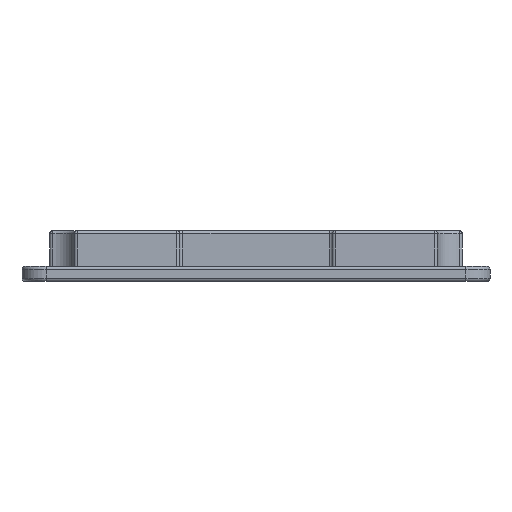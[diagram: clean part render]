
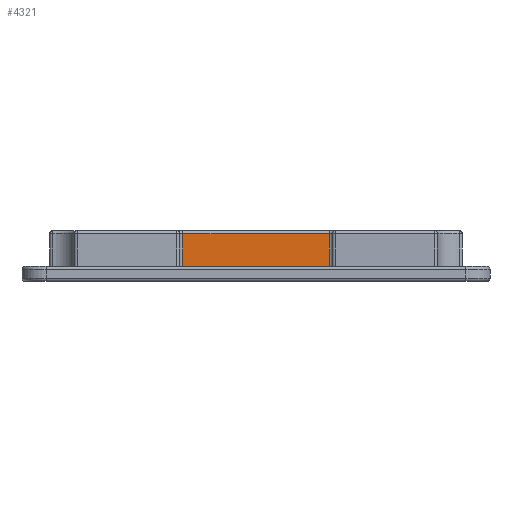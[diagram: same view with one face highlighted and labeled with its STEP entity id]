
A CAD part, left-side view. The second image highlights one B-rep face of the part: STEP entity #4321.
In plain terms, the highlighted planar face has unit normal (-1, 0, 0).
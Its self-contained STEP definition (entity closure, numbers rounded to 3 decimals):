
#169=PLANE('',#4775);
#418=FACE_OUTER_BOUND('',#699,.T.);
#699=EDGE_LOOP('',(#3897,#3898,#3899,#3900));
#830=LINE('',#6497,#1243);
#907=LINE('',#6808,#1320);
#1113=LINE('',#7316,#1526);
#1114=LINE('',#7318,#1527);
#1243=VECTOR('',#5162,10.);
#1320=VECTOR('',#5473,10.);
#1526=VECTOR('',#6033,10.);
#1527=VECTOR('',#6036,10.);
#1908=VERTEX_POINT('',#6494);
#1909=VERTEX_POINT('',#6496);
#2025=VERTEX_POINT('',#6802);
#2026=VERTEX_POINT('',#6806);
#2335=EDGE_CURVE('',#1908,#1909,#830,.T.);
#2491=EDGE_CURVE('',#2025,#2026,#907,.T.);
#2745=EDGE_CURVE('',#1908,#2026,#1113,.T.);
#2746=EDGE_CURVE('',#1909,#2025,#1114,.T.);
#3897=ORIENTED_EDGE('',*,*,#2491,.F.);
#3898=ORIENTED_EDGE('',*,*,#2746,.F.);
#3899=ORIENTED_EDGE('',*,*,#2335,.F.);
#3900=ORIENTED_EDGE('',*,*,#2745,.T.);
#4321=ADVANCED_FACE('',(#418),#169,.T.);
#4775=AXIS2_PLACEMENT_3D('',#7317,#6034,#6035);
#5162=DIRECTION('',(0.,1.,0.));
#5473=DIRECTION('',(0.,-1.,0.));
#6033=DIRECTION('',(0.,0.,1.));
#6034=DIRECTION('center_axis',(-1.,0.,0.));
#6035=DIRECTION('ref_axis',(0.,-1.,0.));
#6036=DIRECTION('',(0.,0.,1.));
#6494=CARTESIAN_POINT('',(18.999,50.379,48.4));
#6496=CARTESIAN_POINT('',(18.999,99.519,48.4));
#6497=CARTESIAN_POINT('',(18.999,50.379,48.4));
#6802=CARTESIAN_POINT('',(18.999,99.519,59.4));
#6806=CARTESIAN_POINT('',(18.999,50.379,59.4));
#6808=CARTESIAN_POINT('',(18.999,87.258,59.4));
#7316=CARTESIAN_POINT('',(18.999,50.379,46.4));
#7317=CARTESIAN_POINT('Origin',(18.999,99.519,46.4));
#7318=CARTESIAN_POINT('',(18.999,99.519,46.4));
